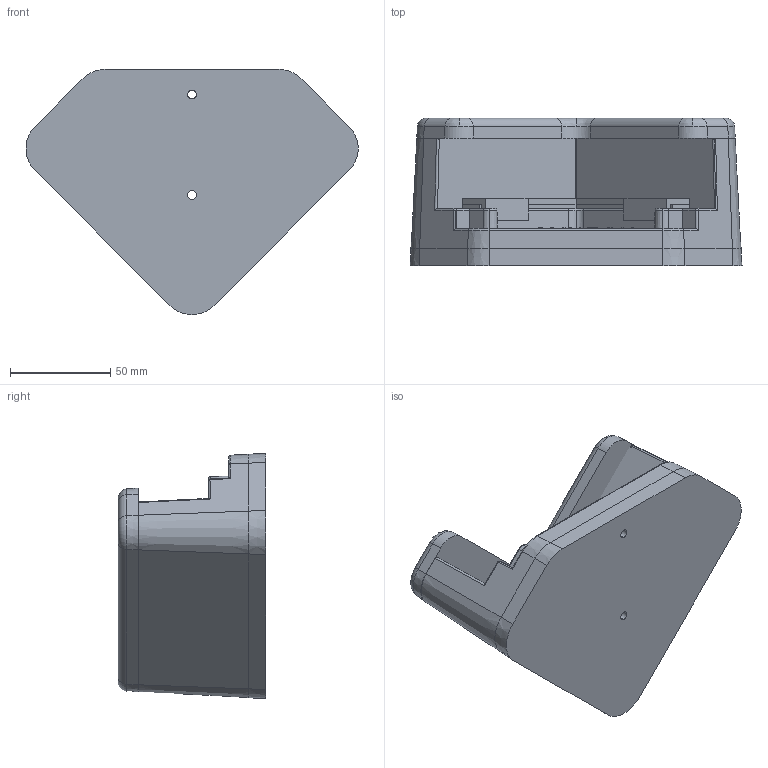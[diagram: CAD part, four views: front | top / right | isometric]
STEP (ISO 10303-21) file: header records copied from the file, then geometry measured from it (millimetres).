
FILE_DESCRIPTION (( 'STEP AP214' ), '1' );
FILE_NAME ('Assemblage6.STEP', '2024-07-31T07:11:29', ( '' ), ( '' ), 'SwSTEP 2.0', 'SolidWorks 2021', '' );
FILE_SCHEMA (( 'AUTOMOTIVE_DESIGN' ));
Length unit declared in the file: millimetre
Products named in the file (6): COP00013 - Ind 1 - Platine Unifix 1C_VISUEL.step; COP00014 - Ind 1 - Corps Unifix 1C_VISUEL.step; COP00015 - Ind 1 - Capot Unifix 1C_VISUEL.step; COT00159_Ind 2_cale bas pour UNIFIX 1.C30_ALU 30-10 mm_VISUEL.step; COT00160_Ind 2_cale haute pour UNIFIX 1.C30_Alu 20-10_ VISUEL.step; Assemblage6
Assembly tree (5 placements, depth 2):
  Assemblage6
    COP00013 - Ind 1 - Platine Unifix 1C_VISUEL.step
    COP00014 - Ind 1 - Corps Unifix 1C_VISUEL.step
    COP00015 - Ind 1 - Capot Unifix 1C_VISUEL.step
    COT00159_Ind 2_cale bas pour UNIFIX 1.C30_ALU 30-10 mm_VISUEL.step
    COT00160_Ind 2_cale haute pour UNIFIX 1.C30_Alu 20-10_ VISUEL.step
Bounding box: 165.28 x 73.5 x 122.11 mm (x, y, z)
Volume: 582597.5 mm3; surface area: 111422.8 mm2
Topology: 5 solids, 5 shells, 269 faces, 692 edges, 444 vertices
Faces by surface type: plane 133, cylinder 58, cone 40, bspline 24, torus 12, sphere 2
Entity records: 9822 total; most frequent: CARTESIAN_POINT 3241, ORIENTED_EDGE 1380, DIRECTION 1244, EDGE_CURVE 690, VERTEX_POINT 444, VECTOR 422, LINE 422, AXIS2_PLACEMENT_3D 411
